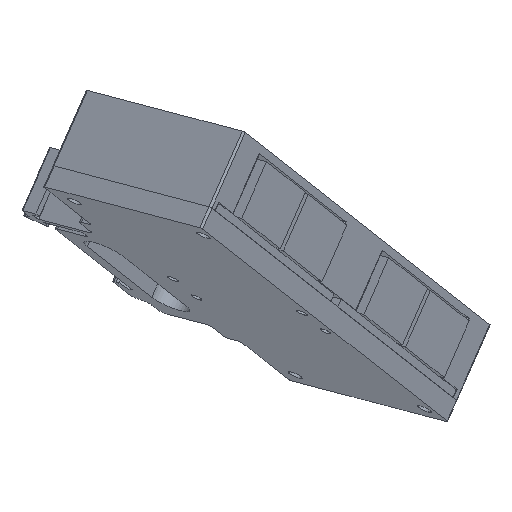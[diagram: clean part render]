
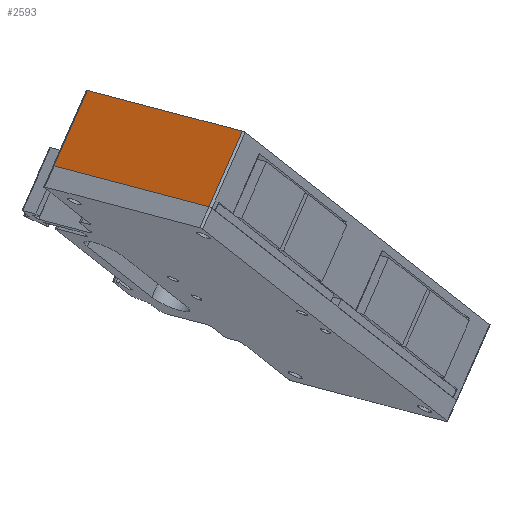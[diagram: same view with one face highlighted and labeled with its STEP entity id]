
A CAD part, left-side view. The second image highlights one B-rep face of the part: STEP entity #2593.
In plain terms, the highlighted face is planar.
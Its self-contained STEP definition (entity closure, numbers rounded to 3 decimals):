
#110 = AXIS2_PLACEMENT_3D ( 'NONE', #3473, #1512, #341 ) ;
#278 = FACE_OUTER_BOUND ( 'NONE', #5299, .T. ) ;
#341 = DIRECTION ( 'NONE',  ( 0., 0., 1. ) ) ;
#741 = EDGE_CURVE ( 'NONE', #2953, #1205, #4786, .T. ) ;
#1001 = CARTESIAN_POINT ( 'NONE',  ( 52.5, -22., 18. ) ) ;
#1052 = ORIENTED_EDGE ( 'NONE', *, *, #7287, .T. ) ;
#1205 = VERTEX_POINT ( 'NONE', #7612 ) ;
#1512 = DIRECTION ( 'NONE',  ( -1., 0., 0. ) ) ;
#2086 = CARTESIAN_POINT ( 'NONE',  ( 52.5, 21.5, 18. ) ) ;
#2593 = ADVANCED_FACE ( 'NONE', ( #278 ), #7253, .F. ) ;
#2953 = VERTEX_POINT ( 'NONE', #4926 ) ;
#3058 = LINE ( 'NONE', #7320, #5639 ) ;
#3473 = CARTESIAN_POINT ( 'NONE',  ( 52.5, -22., 18. ) ) ;
#3927 = VERTEX_POINT ( 'NONE', #7054 ) ;
#4069 = DIRECTION ( 'NONE',  ( 0., 0., -1. ) ) ;
#4258 = CARTESIAN_POINT ( 'NONE',  ( 52.5, 21.5, 18. ) ) ;
#4737 = LINE ( 'NONE', #2086, #6843 ) ;
#4786 = LINE ( 'NONE', #6198, #7358 ) ;
#4926 = CARTESIAN_POINT ( 'NONE',  ( 52.5, -21.5, 0. ) ) ;
#5033 = DIRECTION ( 'NONE',  ( 0., 1., 0. ) ) ;
#5193 = DIRECTION ( 'NONE',  ( 0., 0., 1. ) ) ;
#5299 = EDGE_LOOP ( 'NONE', ( #6803, #7036, #8200, #1052 ) ) ;
#5390 = EDGE_CURVE ( 'NONE', #3927, #5901, #5947, .T. ) ;
#5639 = VECTOR ( 'NONE', #4069, 1000. ) ;
#5901 = VERTEX_POINT ( 'NONE', #4258 ) ;
#5947 = LINE ( 'NONE', #1001, #7537 ) ;
#6198 = CARTESIAN_POINT ( 'NONE',  ( 52.5, -22., 0. ) ) ;
#6803 = ORIENTED_EDGE ( 'NONE', *, *, #741, .T. ) ;
#6843 = VECTOR ( 'NONE', #5193, 1000. ) ;
#7036 = ORIENTED_EDGE ( 'NONE', *, *, #7108, .T. ) ;
#7054 = CARTESIAN_POINT ( 'NONE',  ( 52.5, -21.5, 18. ) ) ;
#7108 = EDGE_CURVE ( 'NONE', #1205, #5901, #4737, .T. ) ;
#7253 = PLANE ( 'NONE',  #110 ) ;
#7287 = EDGE_CURVE ( 'NONE', #3927, #2953, #3058, .T. ) ;
#7320 = CARTESIAN_POINT ( 'NONE',  ( 52.5, -21.5, 18. ) ) ;
#7358 = VECTOR ( 'NONE', #5033, 1000. ) ;
#7421 = DIRECTION ( 'NONE',  ( 0., 1., 0. ) ) ;
#7537 = VECTOR ( 'NONE', #7421, 1000. ) ;
#7612 = CARTESIAN_POINT ( 'NONE',  ( 52.5, 21.5, 0. ) ) ;
#8200 = ORIENTED_EDGE ( 'NONE', *, *, #5390, .F. ) ;
